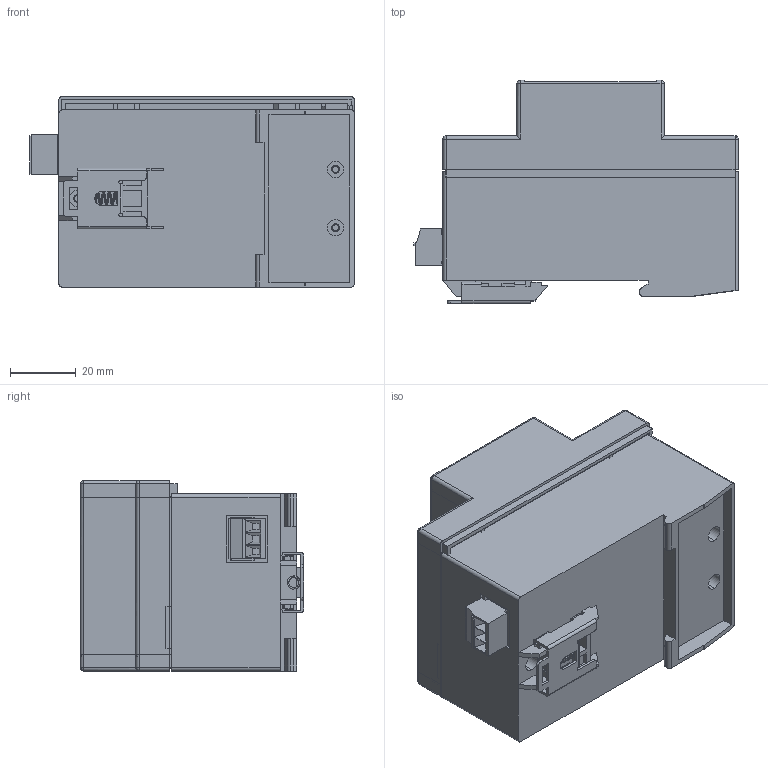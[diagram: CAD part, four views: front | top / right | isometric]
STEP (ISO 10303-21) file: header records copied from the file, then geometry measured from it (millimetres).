
FILE_DESCRIPTION (( 'STEP AP214' ), '1' );
FILE_NAME ('1104-11-103-E.STEP', '2019-01-25T20:18:27', ( '' ), ( '' ), 'SwSTEP 2.0', 'SolidWorks 2018', '' );
FILE_SCHEMA (( 'AUTOMOTIVE_DESIGN' ));
Length unit declared in the file: millimetre
Products named in the file (36): Base^1104-11-103; 121275; 182154; 2003-1052; Cover^1104-11-103; 121274; 182292a; Lugs^1104-11-103; 1104-11-103-E; 101122; 3800-279; 3800-269; 2500-597; Flags^1104-11-103; 182293
Assembly tree (23 placements, depth 3):
  Base^1104-11-103
  121275
  2003-1052
  121274
  182292a
Bounding box: 98.9 x 68 x 58.15 mm (x, y, z)
Volume: 88816.7 mm3; surface area: 111294.2 mm2
Topology: 33 solids, 33 shells, 2302 faces, 6353 edges, 4167 vertices
Faces by surface type: plane 1540, cylinder 600, bspline 108, cone 36, torus 12, sphere 6
Entity records: 76396 total; most frequent: CARTESIAN_POINT 18136, ORIENTED_EDGE 10516, DIRECTION 9539, EDGE_CURVE 5258, VECTOR 4037, LINE 4037, VERTEX_POINT 3443, AXIS2_PLACEMENT_3D 2751
